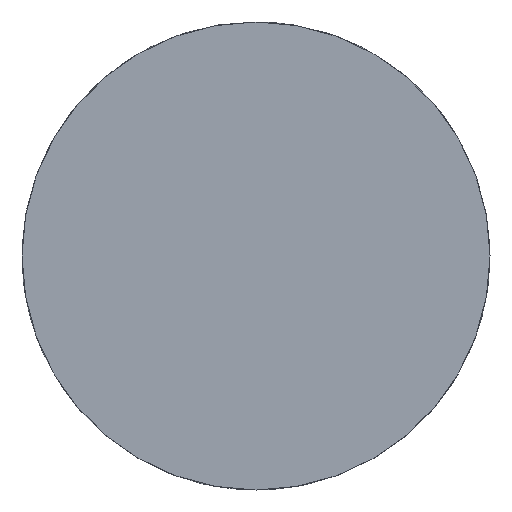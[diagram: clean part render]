
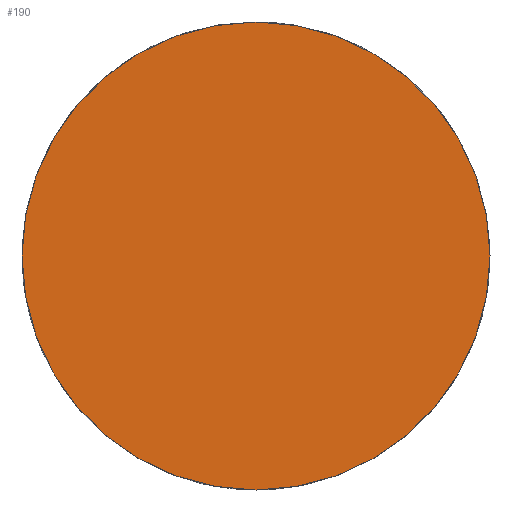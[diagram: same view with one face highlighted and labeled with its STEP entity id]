
A CAD part, left-side view. The second image highlights one B-rep face of the part: STEP entity #190.
In plain terms, the highlighted planar face has unit normal (-1, 0, 0).
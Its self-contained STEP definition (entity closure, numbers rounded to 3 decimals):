
#6 = DIRECTION ( 'NONE',  ( 1., 0., 0. ) ) ;
#18 = CARTESIAN_POINT ( 'NONE',  ( 0., 0., -12.5 ) ) ;
#19 = PLANE ( 'NONE',  #71 ) ;
#20 = EDGE_CURVE ( 'NONE', #225, #225, #53, .T. ) ;
#53 = CIRCLE ( 'NONE', #140, 12.5 ) ;
#63 = DIRECTION ( 'NONE',  ( 0., 0., -1. ) ) ;
#71 = AXIS2_PLACEMENT_3D ( 'NONE', #146, #92, #175 ) ;
#92 = DIRECTION ( 'NONE',  ( 1., 0., 0. ) ) ;
#102 = ORIENTED_EDGE ( 'NONE', *, *, #20, .F. ) ;
#114 = FACE_OUTER_BOUND ( 'NONE', #132, .T. ) ;
#116 = CARTESIAN_POINT ( 'NONE',  ( 0., 0., 0. ) ) ;
#132 = EDGE_LOOP ( 'NONE', ( #102 ) ) ;
#140 = AXIS2_PLACEMENT_3D ( 'NONE', #116, #6, #63 ) ;
#146 = CARTESIAN_POINT ( 'NONE',  ( 0., 0., 0. ) ) ;
#175 = DIRECTION ( 'NONE',  ( 0., 0., -1. ) ) ;
#190 = ADVANCED_FACE ( 'NONE', ( #114 ), #19, .F. ) ;
#225 = VERTEX_POINT ( 'NONE', #18 ) ;
